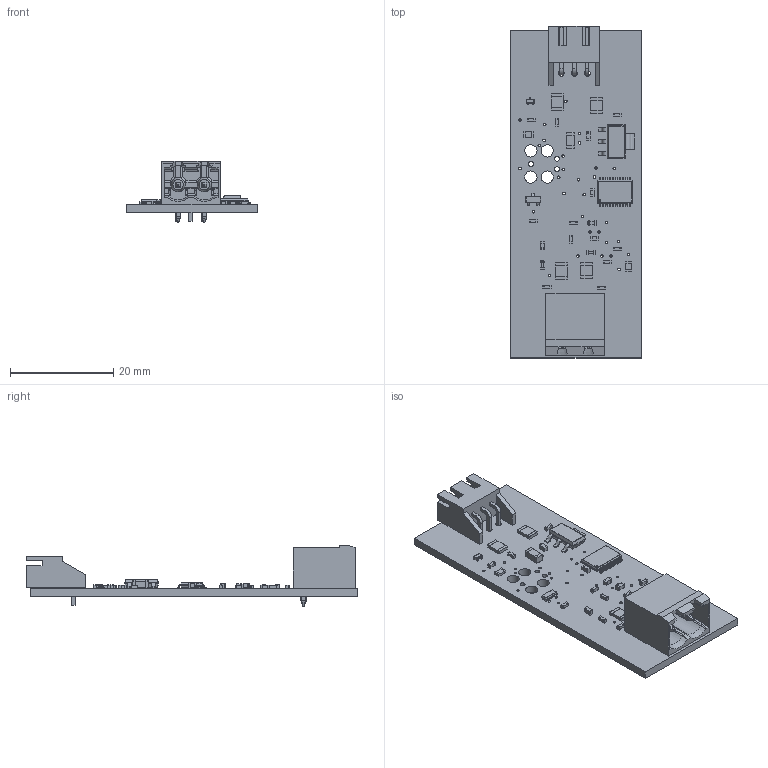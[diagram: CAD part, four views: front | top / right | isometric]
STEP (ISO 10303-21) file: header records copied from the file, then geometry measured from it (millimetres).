
FILE_DESCRIPTION(('for SolidWorks'),'2;1');
FILE_NAME('3d Model.step','2019-03-12T15:42:30',('IceCreamMachine'),(''), 'Open CASCADE STEP processor 6.6','DipTrace','Unknown');
FILE_SCHEMA(('AUTOMOTIVE_DESIGN { 1 0 10303 214 1 1 1 1 }'));
Length unit declared in the file: millimetre
Products named in the file (13): PCB_3d_Model; Board_3d_Model; cap_0603; cap_1206; sot23; EDSTLZ950-2; S3B-XH-A; sot416; res_0603; res_1210; res_0805; sot223-4; tssop-20
Assembly tree (31 placements, depth 2):
  PCB_3d_Model
    Board_3d_Model
    cap_0603  x5
    cap_1206
    sot23
    EDSTLZ950-2
    S3B-XH-A
    sot416
    res_0603  x12
    res_1210  x4
    res_0805  x2
    sot223-4
    tssop-20
Bounding box: 25.4 x 64.42 x 11.97 mm (x, y, z)
Volume: 3346.6 mm3; surface area: 5821.4 mm2
Topology: 27 solids, 61 shells, 1746 faces, 4309 edges, 2688 vertices
Faces by surface type: plane 1270, bspline 240, cylinder 224, cone 8, torus 4
Full cylindrical faces by diameter (mm): 0.4 x1, 0.483 x33, 0.95 x3, 1.1 x5, 2.375 x4, 2.8 x2
Entity records: 47991 total; most frequent: CARTESIAN_POINT 21797, ORIENTED_EDGE 4698, DIRECTION 3567, EDGE_CURVE 2349, VERTEX_POINT 1480, LINE 1285, VECTOR 1285, AXIS2_PLACEMENT_3D 1141
